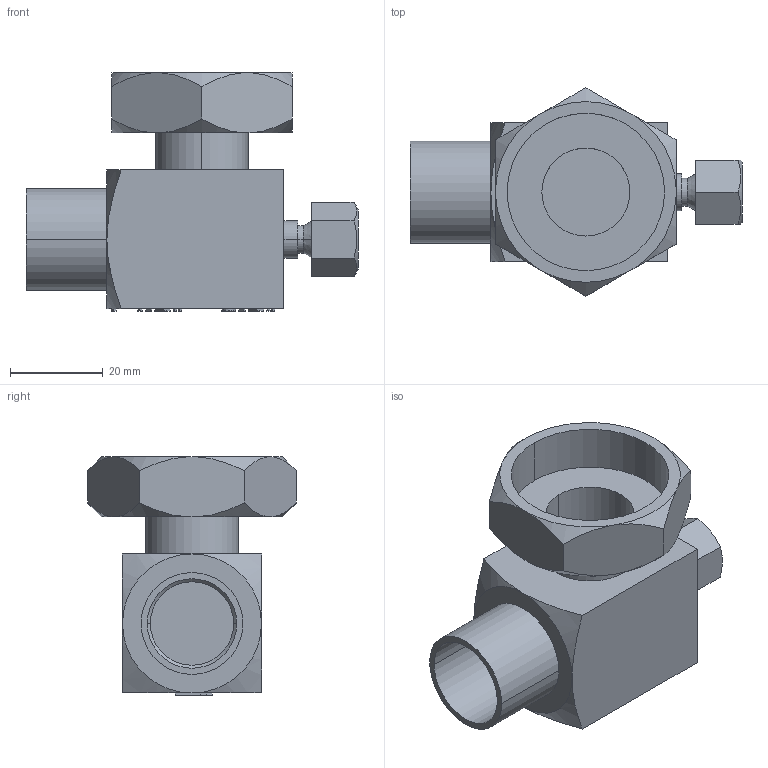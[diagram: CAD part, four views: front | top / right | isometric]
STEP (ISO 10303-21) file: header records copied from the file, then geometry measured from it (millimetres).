
FILE_DESCRIPTION((''),'2;1');
FILE_NAME('6804503A04','2023-04-04T10:43:27',('U375483'),('DANFOSS COMMERCIAL COMPRESSOR'),'CREO PARAMETRIC BY PTC INC, 2022124','CREO PARAMETRIC BY PTC INC, 2022124','');
FILE_SCHEMA(('CONFIG_CONTROL_DESIGN'));
Length unit declared in the file: millimetre
Products named in the file (1): 6804503A04
Bounding box: 71.65 x 45 x 51.5 mm (x, y, z)
Volume: 44892.6 mm3; surface area: 15260.2 mm2
Topology: 1 solids, 1 shells, 201 faces, 521 edges, 344 vertices
Faces by surface type: plane 163, cone 22, cylinder 16
Entity records: 6279 total; most frequent: CARTESIAN_POINT 1340, ORIENTED_EDGE 1042, DIRECTION 935, EDGE_CURVE 521, VECTOR 429, LINE 429, VERTEX_POINT 344, AXIS2_PLACEMENT_3D 253
